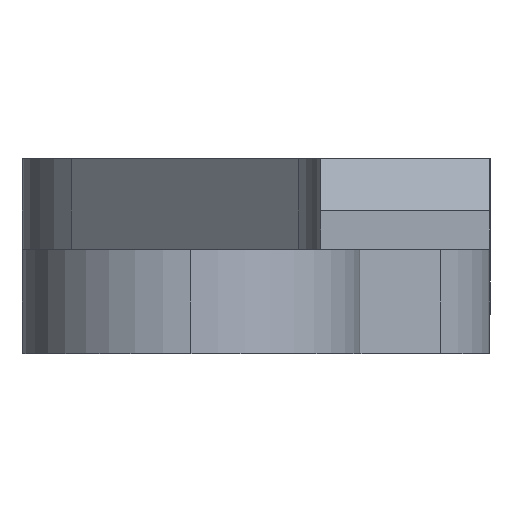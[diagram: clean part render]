
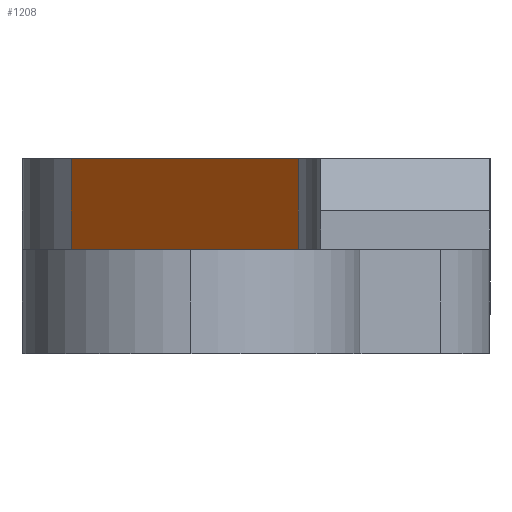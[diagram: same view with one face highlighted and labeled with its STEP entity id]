
A CAD part, left-side view. The second image highlights one B-rep face of the part: STEP entity #1208.
In plain terms, the highlighted planar face has unit normal (-0.707, 0.707, 0).
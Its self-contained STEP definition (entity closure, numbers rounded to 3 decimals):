
#7 = ORIENTED_EDGE ( 'NONE', *, *, #166, .T. ) ;
#25 = PLANE ( 'NONE',  #208 ) ;
#29 = DIRECTION ( 'NONE',  ( 0., 0., -1. ) ) ;
#58 = VERTEX_POINT ( 'NONE', #823 ) ;
#124 = VERTEX_POINT ( 'NONE', #198 ) ;
#166 = EDGE_CURVE ( 'NONE', #124, #342, #222, .T. ) ;
#193 = VECTOR ( 'NONE', #467, 1000. ) ;
#198 = CARTESIAN_POINT ( 'NONE',  ( 46.839, 4.596, 11.5 ) ) ;
#208 = AXIS2_PLACEMENT_3D ( 'NONE', #1123, #310, #937 ) ;
#222 = LINE ( 'NONE', #493, #362 ) ;
#234 = VERTEX_POINT ( 'NONE', #510 ) ;
#259 = CARTESIAN_POINT ( 'NONE',  ( 46.839, 4.596, 11.5 ) ) ;
#310 = DIRECTION ( 'NONE',  ( -0.707, 0.707, 0. ) ) ;
#342 = VERTEX_POINT ( 'NONE', #968 ) ;
#355 = EDGE_LOOP ( 'NONE', ( #7, #952, #721, #650 ) ) ;
#362 = VECTOR ( 'NONE', #29, 1000. ) ;
#391 = EDGE_CURVE ( 'NONE', #342, #234, #547, .T. ) ;
#410 = VECTOR ( 'NONE', #974, 1000. ) ;
#467 = DIRECTION ( 'NONE',  ( 0., 0., -1. ) ) ;
#474 = EDGE_CURVE ( 'NONE', #124, #58, #526, .T. ) ;
#493 = CARTESIAN_POINT ( 'NONE',  ( 46.839, 4.596, 52.16 ) ) ;
#510 = CARTESIAN_POINT ( 'NONE',  ( 38.121, -4.121, 7.5 ) ) ;
#526 = LINE ( 'NONE', #259, #410 ) ;
#545 = LINE ( 'NONE', #841, #193 ) ;
#547 = LINE ( 'NONE', #724, #888 ) ;
#650 = ORIENTED_EDGE ( 'NONE', *, *, #474, .F. ) ;
#672 = EDGE_CURVE ( 'NONE', #58, #234, #545, .T. ) ;
#721 = ORIENTED_EDGE ( 'NONE', *, *, #672, .F. ) ;
#724 = CARTESIAN_POINT ( 'NONE',  ( 46.839, 4.596, 7.5 ) ) ;
#823 = CARTESIAN_POINT ( 'NONE',  ( 38.121, -4.121, 11.5 ) ) ;
#841 = CARTESIAN_POINT ( 'NONE',  ( 38.121, -4.121, 52.16 ) ) ;
#863 = FACE_OUTER_BOUND ( 'NONE', #355, .T. ) ;
#888 = VECTOR ( 'NONE', #903, 1000. ) ;
#903 = DIRECTION ( 'NONE',  ( -0.707, -0.707, 0. ) ) ;
#937 = DIRECTION ( 'NONE',  ( -0.707, -0.707, 0. ) ) ;
#952 = ORIENTED_EDGE ( 'NONE', *, *, #391, .T. ) ;
#968 = CARTESIAN_POINT ( 'NONE',  ( 46.839, 4.596, 7.5 ) ) ;
#974 = DIRECTION ( 'NONE',  ( -0.707, -0.707, 0. ) ) ;
#1123 = CARTESIAN_POINT ( 'NONE',  ( 46.839, 4.596, 52.16 ) ) ;
#1208 = ADVANCED_FACE ( 'NONE', ( #863 ), #25, .T. ) ;
